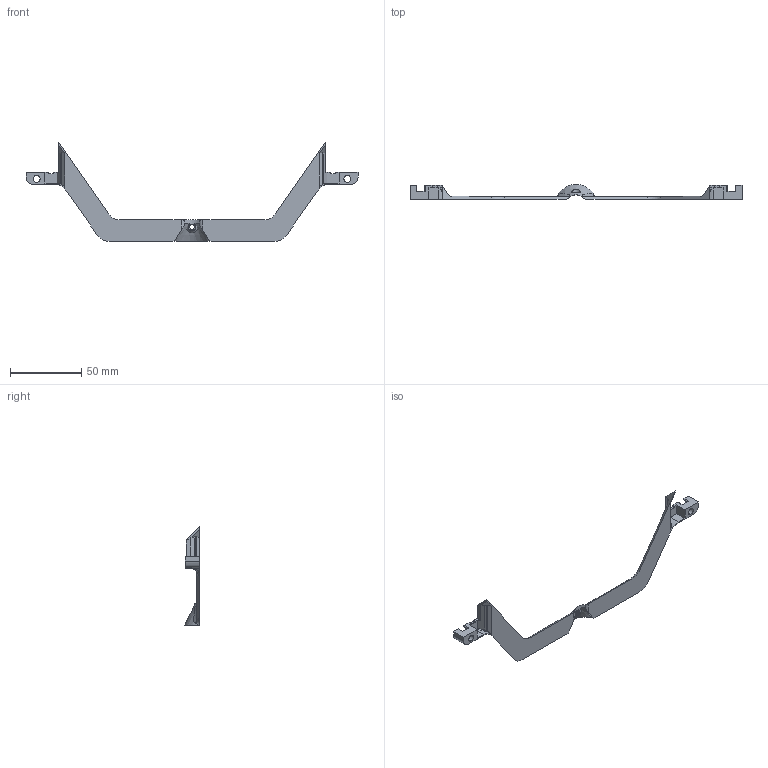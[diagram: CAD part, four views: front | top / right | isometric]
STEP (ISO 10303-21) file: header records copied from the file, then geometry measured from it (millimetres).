
FILE_DESCRIPTION (( 'STEP AP203' ), '1' );
FILE_NAME ('P17_Bogie_Cable_Cover_Rear Cover.step', '2020-03-06T13:28:25', ( '' ), ( '' ), 'SwSTEP 2.0', 'SolidWorks 2018', '' );
FILE_SCHEMA (( 'CONFIG_CONTROL_DESIGN' ));
Length unit declared in the file: millimetre
Products named in the file (1): P17_Bogie_Cable_Cover_Rear Cover
Bounding box: 232.56 x 10.45 x 69.01 mm (x, y, z)
Volume: 8463.4 mm3; surface area: 10424.1 mm2
Topology: 1 solids, 1 shells, 118 faces, 336 edges, 220 vertices
Faces by surface type: plane 57, cylinder 38, bspline 14, cone 9
Entity records: 5078 total; most frequent: CARTESIAN_POINT 2079, ORIENTED_EDGE 672, DIRECTION 534, EDGE_CURVE 336, VERTEX_POINT 220, VECTOR 178, LINE 178, AXIS2_PLACEMENT_3D 178
